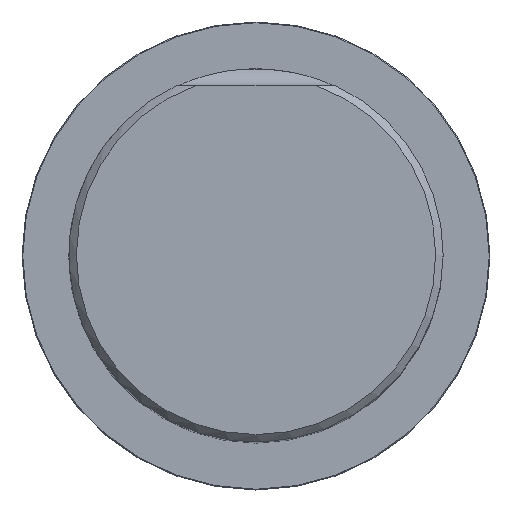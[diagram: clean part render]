
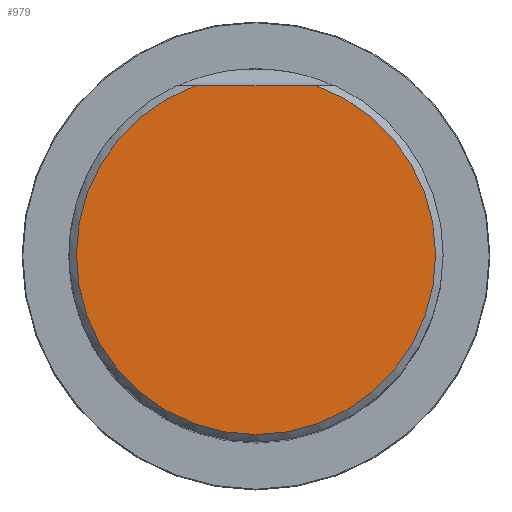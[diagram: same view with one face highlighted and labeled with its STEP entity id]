
A CAD part, top view. The second image highlights one B-rep face of the part: STEP entity #979.
In plain terms, the highlighted planar face has unit normal (0, 0, 1).
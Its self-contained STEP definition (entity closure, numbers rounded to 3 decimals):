
#201=PLANE('',#4989);
#429=LINE('',#7234,#682);
#682=VECTOR('',#5604,1.);
#979=ADVANCED_FACE('CU_SU_1',(#1312),#201,.T.);
#1312=FACE_OUTER_BOUND('',#1551,.T.);
#1551=EDGE_LOOP('',(#2262,#2263));
#1975=CIRCLE('',#4988,23.996);
#2262=ORIENTED_EDGE('',*,*,#4036,.F.);
#2263=ORIENTED_EDGE('',*,*,#4037,.F.);
#3552=VERTEX_POINT('',#7232);
#3553=VERTEX_POINT('',#7233);
#4036=EDGE_CURVE('',#3552,#3553,#1975,.T.);
#4037=EDGE_CURVE('',#3553,#3552,#429,.T.);
#4988=AXIS2_PLACEMENT_3D('',#7231,#5602,#5603);
#4989=AXIS2_PLACEMENT_3D('',#7235,#5605,#5606);
#5602=DIRECTION('',(0.,0.,-1.));
#5603=DIRECTION('',(1.,0.,0.));
#5604=DIRECTION('',(1.,0.,0.));
#5605=DIRECTION('',(0.,0.,1.));
#5606=DIRECTION('',(1.,0.,0.));
#7231=CARTESIAN_POINT('',(0.,0.,80.));
#7232=CARTESIAN_POINT('',(8.054,22.604,80.));
#7233=CARTESIAN_POINT('',(-8.054,22.604,80.));
#7234=CARTESIAN_POINT('',(-50.,22.604,80.));
#7235=CARTESIAN_POINT('',(0.,0.,80.));
